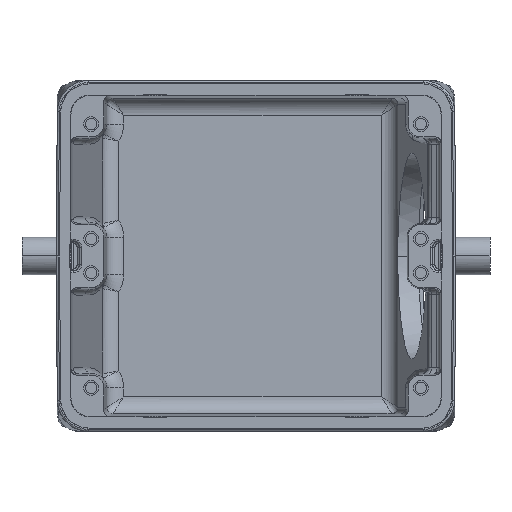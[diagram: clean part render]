
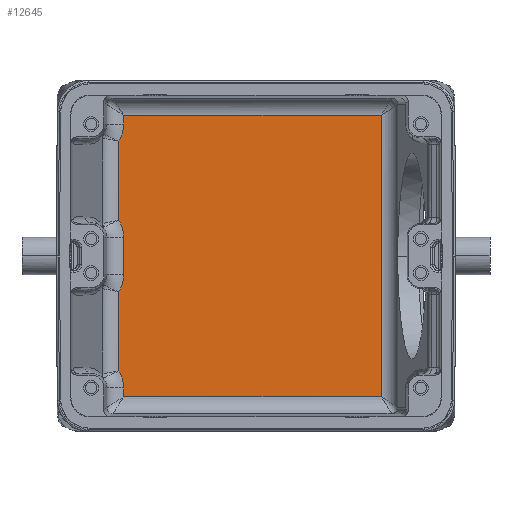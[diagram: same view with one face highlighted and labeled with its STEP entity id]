
A CAD part, front view. The second image highlights one B-rep face of the part: STEP entity #12645.
In plain terms, the highlighted planar face has unit normal (0, -1, 0).
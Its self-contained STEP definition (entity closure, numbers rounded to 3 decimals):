
#1393=CARTESIAN_POINT('',(29.448,40.,-33.104));
#1395=DIRECTION('',(0.,0.,1.));
#1396=VECTOR('',#1395,66.208);
#1397=CARTESIAN_POINT('',(29.448,40.,-33.104));
#1398=LINE('',#1397,#1396);
#2832=DIRECTION('',(0.,0.,-1.));
#2833=VECTOR('',#2832,8.8);
#2834=CARTESIAN_POINT('',(-31.104,40.,4.4));
#2835=LINE('',#2834,#2833);
#3261=CARTESIAN_POINT('',(-31.104,40.,-33.104));
#3263=DIRECTION('',(1.,0.,0.));
#3264=VECTOR('',#3263,60.552);
#3265=CARTESIAN_POINT('',(-31.104,40.,-33.104));
#3266=LINE('',#3265,#3264);
#3298=DIRECTION('',(0.,0.,-1.));
#3299=VECTOR('',#3298,2.104);
#3300=CARTESIAN_POINT('',(-31.104,40.,-31.));
#3301=LINE('',#3300,#3299);
#3369=DIRECTION('',(0.,0.,-1.));
#3370=VECTOR('',#3369,18.63);
#3371=CARTESIAN_POINT('',(-32.225,40.,-8.385));
#3372=LINE('',#3371,#3370);
#3373=CARTESIAN_POINT('',(-38.75,40.,-31.));
#3374=DIRECTION('',(0.,-1.,0.));
#3375=DIRECTION('',(1.,0.,0.));
#3376=AXIS2_PLACEMENT_3D('',#3373,#3374,#3375);
#3378=CARTESIAN_POINT('',(-38.75,40.,-4.4));
#3379=DIRECTION('',(0.,-1.,0.));
#3380=DIRECTION('',(0.853,0.,-0.521));
#3381=AXIS2_PLACEMENT_3D('',#3378,#3379,#3380);
#3383=CARTESIAN_POINT('',(-38.75,40.,4.4));
#3384=DIRECTION('',(0.,-1.,0.));
#3385=DIRECTION('',(1.,0.,0.));
#3386=AXIS2_PLACEMENT_3D('',#3383,#3384,#3385);
#3388=CARTESIAN_POINT('',(-38.75,40.,31.));
#3389=DIRECTION('',(0.,-1.,0.));
#3390=DIRECTION('',(0.853,0.,-0.521));
#3391=AXIS2_PLACEMENT_3D('',#3388,#3389,#3390);
#3408=DIRECTION('',(-1.,0.,0.));
#3409=VECTOR('',#3408,60.552);
#3410=CARTESIAN_POINT('',(29.448,40.,33.104));
#3411=LINE('',#3410,#3409);
#3458=DIRECTION('',(0.,0.,-1.));
#3459=VECTOR('',#3458,2.104);
#3460=CARTESIAN_POINT('',(-31.104,40.,33.104));
#3461=LINE('',#3460,#3459);
#3495=CARTESIAN_POINT('',(-32.225,40.,27.015));
#3609=CARTESIAN_POINT('',(-32.225,40.,8.385));
#3633=DIRECTION('',(0.,0.,-1.));
#3634=VECTOR('',#3633,18.63);
#3635=CARTESIAN_POINT('',(-32.225,40.,27.015));
#3636=LINE('',#3635,#3634);
#7259=VERTEX_POINT('',#1393);
#7260=CARTESIAN_POINT('',(29.448,40.,33.104));
#7261=VERTEX_POINT('',#7260);
#7267=VERTEX_POINT('',#3261);
#7419=VERTEX_POINT('',#3495);
#7420=CARTESIAN_POINT('',(-31.104,40.,31.));
#7421=VERTEX_POINT('',#7420);
#7422=VERTEX_POINT('',#3609);
#7424=CARTESIAN_POINT('',(-31.104,40.,4.4));
#7425=VERTEX_POINT('',#7424);
#7426=CARTESIAN_POINT('',(-31.104,40.,33.104));
#7427=VERTEX_POINT('',#7426);
#7428=CARTESIAN_POINT('',(-31.104,40.,-31.));
#7429=VERTEX_POINT('',#7428);
#7430=CARTESIAN_POINT('',(-32.225,40.,-27.015));
#7431=VERTEX_POINT('',#7430);
#7432=CARTESIAN_POINT('',(-32.225,40.,-8.385));
#7433=VERTEX_POINT('',#7432);
#7434=CARTESIAN_POINT('',(-31.104,40.,-4.4));
#7435=VERTEX_POINT('',#7434);
#12621=CARTESIAN_POINT('',(32.925,40.,-37.75));
#12622=DIRECTION('',(0.,1.,0.));
#12623=DIRECTION('',(-1.,0.,0.));
#12624=AXIS2_PLACEMENT_3D('',#12621,#12622,#12623);
#12625=PLANE('',#12624);
#12627=ORIENTED_EDGE('',*,*,#12626,.F.);
#12628=ORIENTED_EDGE('',*,*,#9888,.F.);
#12629=ORIENTED_EDGE('',*,*,#12379,.F.);
#12630=ORIENTED_EDGE('',*,*,#12502,.F.);
#12631=ORIENTED_EDGE('',*,*,#12518,.T.);
#12632=ORIENTED_EDGE('',*,*,#12616,.F.);
#12633=ORIENTED_EDGE('',*,*,#11686,.T.);
#12634=ORIENTED_EDGE('',*,*,#11669,.F.);
#12636=ORIENTED_EDGE('',*,*,#12635,.T.);
#12638=ORIENTED_EDGE('',*,*,#12637,.F.);
#12640=ORIENTED_EDGE('',*,*,#12639,.T.);
#12642=ORIENTED_EDGE('',*,*,#12641,.F.);
#12643=EDGE_LOOP('',(#12627,#12628,#12629,#12630,#12631,#12632,#12633,#12634,
#12636,#12638,#12640,#12642));
#12644=FACE_OUTER_BOUND('',#12643,.F.);
#12645=ADVANCED_FACE('',(#12644),#12625,.F.);
#3377=CIRCLE('',#3376,7.646);
#3382=CIRCLE('',#3381,7.646);
#3387=CIRCLE('',#3386,7.646);
#3392=CIRCLE('',#3391,7.646);
#9888=EDGE_CURVE('',#7259,#7261,#1398,.T.);
#11669=EDGE_CURVE('',#7425,#7435,#2835,.T.);
#11686=EDGE_CURVE('',#7433,#7435,#3382,.T.);
#12379=EDGE_CURVE('',#7267,#7259,#3266,.T.);
#12502=EDGE_CURVE('',#7429,#7267,#3301,.T.);
#12518=EDGE_CURVE('',#7429,#7431,#3377,.T.);
#12616=EDGE_CURVE('',#7433,#7431,#3372,.T.);
#12626=EDGE_CURVE('',#7261,#7427,#3411,.T.);
#12635=EDGE_CURVE('',#7425,#7422,#3387,.T.);
#12637=EDGE_CURVE('',#7419,#7422,#3636,.T.);
#12639=EDGE_CURVE('',#7419,#7421,#3392,.T.);
#12641=EDGE_CURVE('',#7427,#7421,#3461,.T.);
